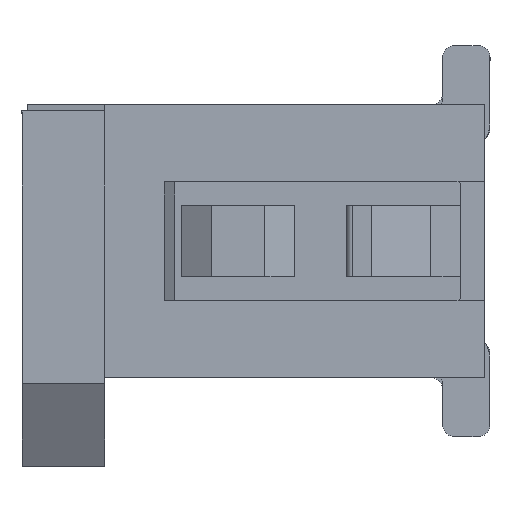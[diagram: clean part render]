
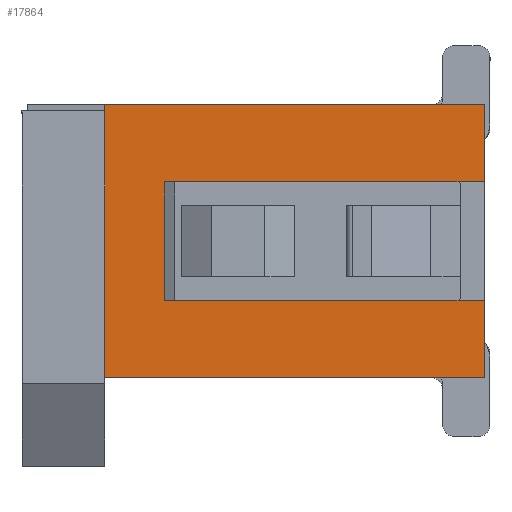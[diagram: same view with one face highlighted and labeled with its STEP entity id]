
A CAD part, left-side view. The second image highlights one B-rep face of the part: STEP entity #17864.
In plain terms, the highlighted planar face has unit normal (-1, 0, 0).
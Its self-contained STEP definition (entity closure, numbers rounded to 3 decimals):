
#383=FACE_OUTER_BOUND('',#1268,.T.);
#1268=EDGE_LOOP('',(#11929,#11930,#11931,#11932,#11933,#11934,#11935,#11936));
#2543=LINE('',#24914,#4926);
#2655=LINE('',#25147,#5038);
#2663=LINE('',#25162,#5046);
#2671=LINE('',#25177,#5054);
#2672=LINE('',#25180,#5055);
#2673=LINE('',#25182,#5056);
#2674=LINE('',#25183,#5057);
#2675=LINE('',#25184,#5058);
#4926=VECTOR('',#20073,1000.);
#5038=VECTOR('',#20195,1000.);
#5046=VECTOR('',#20205,1000.);
#5054=VECTOR('',#20213,1000.);
#5055=VECTOR('',#20216,1000.);
#5056=VECTOR('',#20217,1000.);
#5057=VECTOR('',#20218,1000.);
#5058=VECTOR('',#20219,1000.);
#7309=VERTEX_POINT('',#24911);
#7310=VERTEX_POINT('',#24913);
#7425=VERTEX_POINT('',#25144);
#7426=VERTEX_POINT('',#25146);
#7432=VERTEX_POINT('',#25161);
#7439=VERTEX_POINT('',#25175);
#7440=VERTEX_POINT('',#25179);
#7441=VERTEX_POINT('',#25181);
#9093=EDGE_CURVE('',#7309,#7310,#2543,.T.);
#9209=EDGE_CURVE('',#7425,#7426,#2655,.T.);
#9217=EDGE_CURVE('',#7426,#7432,#2663,.T.);
#9225=EDGE_CURVE('',#7439,#7309,#2671,.T.);
#9226=EDGE_CURVE('',#7439,#7440,#2672,.T.);
#9227=EDGE_CURVE('',#7440,#7441,#2673,.T.);
#9228=EDGE_CURVE('',#7432,#7441,#2674,.T.);
#9229=EDGE_CURVE('',#7310,#7425,#2675,.T.);
#11929=ORIENTED_EDGE('',*,*,#9226,.T.);
#11930=ORIENTED_EDGE('',*,*,#9227,.T.);
#11931=ORIENTED_EDGE('',*,*,#9228,.F.);
#11932=ORIENTED_EDGE('',*,*,#9217,.F.);
#11933=ORIENTED_EDGE('',*,*,#9209,.F.);
#11934=ORIENTED_EDGE('',*,*,#9229,.F.);
#11935=ORIENTED_EDGE('',*,*,#9093,.F.);
#11936=ORIENTED_EDGE('',*,*,#9225,.F.);
#17138=PLANE('',#18816);
#17864=ADVANCED_FACE('',(#383),#17138,.F.);
#18816=AXIS2_PLACEMENT_3D('',#25178,#20214,#20215);
#20073=DIRECTION('',(0.,1.,0.));
#20195=DIRECTION('',(0.,-1.,0.));
#20205=DIRECTION('',(0.,0.,-1.));
#20213=DIRECTION('',(0.,0.,-1.));
#20214=DIRECTION('center_axis',(1.,0.,0.));
#20215=DIRECTION('ref_axis',(0.,0.,-1.));
#20216=DIRECTION('',(0.,1.,0.));
#20217=DIRECTION('',(0.,0.,1.));
#20218=DIRECTION('',(0.,1.,0.));
#20219=DIRECTION('',(0.,0.,1.));
#24911=CARTESIAN_POINT('',(-8.,0.,-1.15));
#24913=CARTESIAN_POINT('',(-8.,3.2,-1.15));
#24914=CARTESIAN_POINT('',(-8.,3.2,-1.15));
#25144=CARTESIAN_POINT('',(-8.,3.2,1.15));
#25146=CARTESIAN_POINT('',(-8.,0.,1.15));
#25147=CARTESIAN_POINT('',(-8.,3.85,1.15));
#25161=CARTESIAN_POINT('',(-8.,0.,0.5));
#25162=CARTESIAN_POINT('',(-8.,0.,-1.15));
#25175=CARTESIAN_POINT('',(-8.,0.,-0.5));
#25177=CARTESIAN_POINT('',(-8.,0.,-1.15));
#25178=CARTESIAN_POINT('Origin',(-8.,3.6,0.72));
#25179=CARTESIAN_POINT('',(-8.,2.7,-0.5));
#25180=CARTESIAN_POINT('',(-8.,2.7,-0.5));
#25181=CARTESIAN_POINT('',(-8.,2.7,0.5));
#25182=CARTESIAN_POINT('',(-8.,2.7,-0.5));
#25183=CARTESIAN_POINT('',(-8.,2.7,0.5));
#25184=CARTESIAN_POINT('',(-8.,3.2,-1.15));
